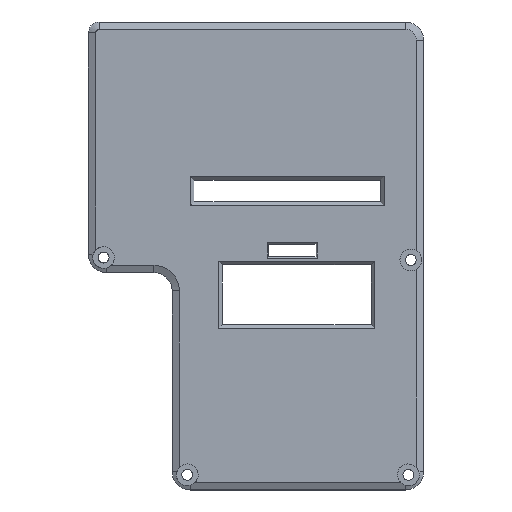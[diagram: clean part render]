
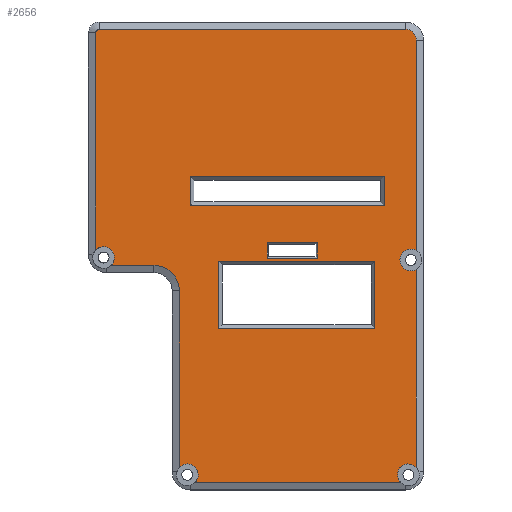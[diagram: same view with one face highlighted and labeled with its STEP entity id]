
A CAD part, top view. The second image highlights one B-rep face of the part: STEP entity #2656.
In plain terms, the highlighted planar face has unit normal (0, 0, 1).
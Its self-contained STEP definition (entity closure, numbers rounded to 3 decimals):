
#34=FACE_BOUND('',#374,.T.);
#35=FACE_BOUND('',#375,.T.);
#36=FACE_BOUND('',#376,.T.);
#81=PLANE('',#2884);
#222=FACE_OUTER_BOUND('',#373,.T.);
#373=EDGE_LOOP('',(#2227,#2228,#2229,#2230,#2231,#2232,#2233,#2234,#2235,
#2236,#2237,#2238,#2239,#2240,#2241,#2242));
#374=EDGE_LOOP('',(#2243,#2244,#2245,#2246));
#375=EDGE_LOOP('',(#2247,#2248,#2249,#2250));
#376=EDGE_LOOP('',(#2251,#2252,#2253,#2254));
#478=LINE('',#3988,#778);
#492=LINE('',#4019,#792);
#493=LINE('',#4020,#793);
#602=LINE('',#4299,#902);
#606=LINE('',#4310,#906);
#608=LINE('',#4313,#908);
#612=LINE('',#4325,#912);
#622=LINE('',#4347,#922);
#623=LINE('',#4349,#923);
#624=LINE('',#4351,#924);
#625=LINE('',#4352,#925);
#626=LINE('',#4355,#926);
#627=LINE('',#4357,#927);
#628=LINE('',#4359,#928);
#629=LINE('',#4360,#929);
#630=LINE('',#4363,#930);
#631=LINE('',#4365,#931);
#632=LINE('',#4367,#932);
#633=LINE('',#4368,#933);
#778=VECTOR('',#3092,10.);
#792=VECTOR('',#3122,10.);
#793=VECTOR('',#3123,10.);
#902=VECTOR('',#3380,10.);
#906=VECTOR('',#3392,10.);
#908=VECTOR('',#3396,10.);
#912=VECTOR('',#3408,10.);
#922=VECTOR('',#3438,10.);
#923=VECTOR('',#3439,10.);
#924=VECTOR('',#3440,10.);
#925=VECTOR('',#3441,10.);
#926=VECTOR('',#3442,10.);
#927=VECTOR('',#3443,10.);
#928=VECTOR('',#3444,10.);
#929=VECTOR('',#3445,10.);
#930=VECTOR('',#3446,10.);
#931=VECTOR('',#3447,10.);
#932=VECTOR('',#3448,10.);
#933=VECTOR('',#3449,10.);
#1055=CIRCLE('',#2729,3.);
#1058=CIRCLE('',#2732,3.);
#1064=CIRCLE('',#2743,3.);
#1071=CIRCLE('',#2755,3.);
#1081=CIRCLE('',#2771,3.);
#1082=CIRCLE('',#2772,3.);
#1122=CIRCLE('',#2867,7.);
#1124=CIRCLE('',#2872,3.);
#1126=CIRCLE('',#2876,1.);
#1137=VERTEX_POINT('',#3709);
#1139=VERTEX_POINT('',#3712);
#1142=VERTEX_POINT('',#3719);
#1152=VERTEX_POINT('',#3783);
#1154=VERTEX_POINT('',#3786);
#1167=VERTEX_POINT('',#3860);
#1169=VERTEX_POINT('',#3863);
#1185=VERTEX_POINT('',#3944);
#1186=VERTEX_POINT('',#3945);
#1187=VERTEX_POINT('',#3947);
#1203=VERTEX_POINT('',#3986);
#1212=VERTEX_POINT('',#4017);
#1308=VERTEX_POINT('',#4298);
#1311=VERTEX_POINT('',#4305);
#1313=VERTEX_POINT('',#4317);
#1315=VERTEX_POINT('',#4323);
#1316=VERTEX_POINT('',#4345);
#1317=VERTEX_POINT('',#4346);
#1318=VERTEX_POINT('',#4348);
#1319=VERTEX_POINT('',#4350);
#1320=VERTEX_POINT('',#4353);
#1321=VERTEX_POINT('',#4354);
#1322=VERTEX_POINT('',#4356);
#1323=VERTEX_POINT('',#4358);
#1324=VERTEX_POINT('',#4361);
#1325=VERTEX_POINT('',#4362);
#1326=VERTEX_POINT('',#4364);
#1327=VERTEX_POINT('',#4366);
#1384=EDGE_CURVE('',#1139,#1137,#1055,.T.);
#1388=EDGE_CURVE('',#1142,#1139,#1058,.T.);
#1401=EDGE_CURVE('',#1154,#1152,#1064,.T.);
#1418=EDGE_CURVE('',#1169,#1167,#1071,.T.);
#1438=EDGE_CURVE('',#1187,#1185,#1081,.T.);
#1440=EDGE_CURVE('',#1186,#1187,#1082,.T.);
#1459=EDGE_CURVE('',#1203,#1152,#478,.T.);
#1475=EDGE_CURVE('',#1212,#1185,#492,.T.);
#1476=EDGE_CURVE('',#1186,#1137,#493,.T.);
#1616=EDGE_CURVE('',#1154,#1308,#602,.T.);
#1620=EDGE_CURVE('',#1311,#1203,#1122,.T.);
#1622=EDGE_CURVE('',#1169,#1311,#606,.T.);
#1624=EDGE_CURVE('',#1142,#1167,#608,.T.);
#1627=EDGE_CURVE('',#1313,#1212,#1124,.T.);
#1630=EDGE_CURVE('',#1315,#1313,#612,.T.);
#1632=EDGE_CURVE('',#1308,#1315,#1126,.T.);
#1642=EDGE_CURVE('',#1316,#1317,#622,.T.);
#1643=EDGE_CURVE('',#1318,#1316,#623,.T.);
#1644=EDGE_CURVE('',#1319,#1318,#624,.T.);
#1645=EDGE_CURVE('',#1317,#1319,#625,.T.);
#1646=EDGE_CURVE('',#1320,#1321,#626,.T.);
#1647=EDGE_CURVE('',#1322,#1320,#627,.T.);
#1648=EDGE_CURVE('',#1323,#1322,#628,.T.);
#1649=EDGE_CURVE('',#1321,#1323,#629,.T.);
#1650=EDGE_CURVE('',#1324,#1325,#630,.T.);
#1651=EDGE_CURVE('',#1326,#1324,#631,.T.);
#1652=EDGE_CURVE('',#1327,#1326,#632,.T.);
#1653=EDGE_CURVE('',#1325,#1327,#633,.T.);
#2227=ORIENTED_EDGE('',*,*,#1388,.T.);
#2228=ORIENTED_EDGE('',*,*,#1384,.T.);
#2229=ORIENTED_EDGE('',*,*,#1476,.F.);
#2230=ORIENTED_EDGE('',*,*,#1440,.T.);
#2231=ORIENTED_EDGE('',*,*,#1438,.T.);
#2232=ORIENTED_EDGE('',*,*,#1475,.F.);
#2233=ORIENTED_EDGE('',*,*,#1627,.F.);
#2234=ORIENTED_EDGE('',*,*,#1630,.F.);
#2235=ORIENTED_EDGE('',*,*,#1632,.F.);
#2236=ORIENTED_EDGE('',*,*,#1616,.F.);
#2237=ORIENTED_EDGE('',*,*,#1401,.T.);
#2238=ORIENTED_EDGE('',*,*,#1459,.F.);
#2239=ORIENTED_EDGE('',*,*,#1620,.F.);
#2240=ORIENTED_EDGE('',*,*,#1622,.F.);
#2241=ORIENTED_EDGE('',*,*,#1418,.T.);
#2242=ORIENTED_EDGE('',*,*,#1624,.F.);
#2243=ORIENTED_EDGE('',*,*,#1642,.F.);
#2244=ORIENTED_EDGE('',*,*,#1643,.F.);
#2245=ORIENTED_EDGE('',*,*,#1644,.F.);
#2246=ORIENTED_EDGE('',*,*,#1645,.F.);
#2247=ORIENTED_EDGE('',*,*,#1646,.F.);
#2248=ORIENTED_EDGE('',*,*,#1647,.F.);
#2249=ORIENTED_EDGE('',*,*,#1648,.F.);
#2250=ORIENTED_EDGE('',*,*,#1649,.F.);
#2251=ORIENTED_EDGE('',*,*,#1650,.F.);
#2252=ORIENTED_EDGE('',*,*,#1651,.F.);
#2253=ORIENTED_EDGE('',*,*,#1652,.F.);
#2254=ORIENTED_EDGE('',*,*,#1653,.F.);
#2656=ADVANCED_FACE('',(#222,#34,#35,#36),#81,.T.);
#2729=AXIS2_PLACEMENT_3D('',#3713,#2959,#2960);
#2732=AXIS2_PLACEMENT_3D('',#3720,#2966,#2967);
#2743=AXIS2_PLACEMENT_3D('',#3787,#2991,#2992);
#2755=AXIS2_PLACEMENT_3D('',#3864,#3019,#3020);
#2771=AXIS2_PLACEMENT_3D('',#3948,#3055,#3056);
#2772=AXIS2_PLACEMENT_3D('',#3950,#3058,#3059);
#2867=AXIS2_PLACEMENT_3D('',#4307,#3386,#3387);
#2872=AXIS2_PLACEMENT_3D('',#4319,#3401,#3402);
#2876=AXIS2_PLACEMENT_3D('',#4328,#3412,#3413);
#2884=AXIS2_PLACEMENT_3D('',#4344,#3436,#3437);
#2959=DIRECTION('center_axis',(0.,0.,-1.));
#2960=DIRECTION('ref_axis',(1.,0.,0.));
#2966=DIRECTION('center_axis',(0.,0.,-1.));
#2967=DIRECTION('ref_axis',(1.,0.,0.));
#2991=DIRECTION('center_axis',(0.,0.,-1.));
#2992=DIRECTION('ref_axis',(1.,0.,0.));
#3019=DIRECTION('center_axis',(0.,0.,-1.));
#3020=DIRECTION('ref_axis',(1.,0.,0.));
#3055=DIRECTION('center_axis',(0.,0.,-1.));
#3056=DIRECTION('ref_axis',(1.,0.,0.));
#3058=DIRECTION('center_axis',(0.,0.,-1.));
#3059=DIRECTION('ref_axis',(1.,0.,0.));
#3092=DIRECTION('',(-1.,0.,0.));
#3122=DIRECTION('',(0.,-1.,0.));
#3123=DIRECTION('',(0.,-1.,0.));
#3380=DIRECTION('',(0.,1.,0.));
#3386=DIRECTION('center_axis',(0.,0.,1.));
#3387=DIRECTION('ref_axis',(1.,0.,0.));
#3392=DIRECTION('',(0.,1.,0.));
#3396=DIRECTION('',(-1.,0.,0.));
#3401=DIRECTION('center_axis',(0.,0.,-1.));
#3402=DIRECTION('ref_axis',(1.,0.,0.));
#3408=DIRECTION('',(1.,0.,0.));
#3412=DIRECTION('center_axis',(0.,0.,-1.));
#3413=DIRECTION('ref_axis',(0.,1.,0.));
#3436=DIRECTION('center_axis',(0.,0.,1.));
#3437=DIRECTION('ref_axis',(1.,0.,0.));
#3438=DIRECTION('',(-1.,0.,0.));
#3439=DIRECTION('',(0.,1.,0.));
#3440=DIRECTION('',(1.,0.,0.));
#3441=DIRECTION('',(0.,-1.,0.));
#3442=DIRECTION('',(1.,0.,0.));
#3443=DIRECTION('',(0.,-1.,0.));
#3444=DIRECTION('',(-1.,0.,0.));
#3445=DIRECTION('',(0.,1.,0.));
#3446=DIRECTION('',(1.,0.,0.));
#3447=DIRECTION('',(0.,-1.,0.));
#3448=DIRECTION('',(-1.,0.,0.));
#3449=DIRECTION('',(0.,1.,0.));
#3709=CARTESIAN_POINT('',(45.5,-63.559,20.975));
#3712=CARTESIAN_POINT('',(40.328,-65.628,20.975));
#3713=CARTESIAN_POINT('Origin',(43.328,-65.628,20.975));
#3719=CARTESIAN_POINT('',(41.259,-67.8,20.975));
#3720=CARTESIAN_POINT('Origin',(43.328,-65.628,20.975));
#3783=CARTESIAN_POINT('',(-38.487,-8.,20.975));
#3786=CARTESIAN_POINT('',(-42.729,-3.759,20.975));
#3787=CARTESIAN_POINT('Origin',(-40.557,-5.828,20.975));
#3860=CARTESIAN_POINT('',(-15.459,-67.8,20.975));
#3863=CARTESIAN_POINT('',(-19.7,-63.559,20.975));
#3864=CARTESIAN_POINT('Origin',(-17.528,-65.628,20.975));
#3944=CARTESIAN_POINT('',(45.5,-3.902,20.975));
#3945=CARTESIAN_POINT('',(45.5,-9.098,20.975));
#3947=CARTESIAN_POINT('',(41.,-6.5,20.975));
#3948=CARTESIAN_POINT('Origin',(44.,-6.5,20.975));
#3950=CARTESIAN_POINT('Origin',(44.,-6.5,20.975));
#3986=CARTESIAN_POINT('',(-26.7,-8.,20.975));
#3988=CARTESIAN_POINT('',(-19.172,-8.,20.975));
#4017=CARTESIAN_POINT('',(45.5,54.,20.975));
#4019=CARTESIAN_POINT('',(45.5,-35.1,20.975));
#4020=CARTESIAN_POINT('',(45.5,-35.1,20.975));
#4298=CARTESIAN_POINT('',(-42.729,56.,20.975));
#4299=CARTESIAN_POINT('',(-42.729,25.3,20.975));
#4305=CARTESIAN_POINT('',(-19.7,-15.,20.975));
#4307=CARTESIAN_POINT('Origin',(-26.7,-15.,20.975));
#4310=CARTESIAN_POINT('',(-19.7,-10.2,20.975));
#4313=CARTESIAN_POINT('',(-7.657,-67.8,20.975));
#4317=CARTESIAN_POINT('',(42.5,57.,20.975));
#4319=CARTESIAN_POINT('Origin',(42.5,54.,20.975));
#4323=CARTESIAN_POINT('',(-41.729,57.,20.975));
#4325=CARTESIAN_POINT('',(21.943,57.,20.975));
#4328=CARTESIAN_POINT('Origin',(-41.729,56.,20.975));
#4344=CARTESIAN_POINT('Origin',(1.386,-5.4,20.975));
#4345=CARTESIAN_POINT('',(18.3,-1.7,20.975));
#4346=CARTESIAN_POINT('',(4.5,-1.7,20.975));
#4347=CARTESIAN_POINT('',(3.143,-1.7,20.975));
#4348=CARTESIAN_POINT('',(18.3,-6.,20.975));
#4349=CARTESIAN_POINT('',(18.3,-3.75,20.975));
#4350=CARTESIAN_POINT('',(4.5,-6.,20.975));
#4351=CARTESIAN_POINT('',(9.643,-6.,20.975));
#4352=CARTESIAN_POINT('',(4.5,-5.5,20.975));
#4353=CARTESIAN_POINT('',(-16.7,8.5,20.975));
#4354=CARTESIAN_POINT('',(36.7,8.5,20.975));
#4355=CARTESIAN_POINT('',(18.543,8.5,20.975));
#4356=CARTESIAN_POINT('',(-16.7,16.5,20.975));
#4357=CARTESIAN_POINT('',(-16.7,2.05,20.975));
#4358=CARTESIAN_POINT('',(36.7,16.5,20.975));
#4359=CARTESIAN_POINT('',(-7.157,16.5,20.975));
#4360=CARTESIAN_POINT('',(36.7,5.05,20.975));
#4361=CARTESIAN_POINT('',(-8.894,-25.3,20.975));
#4362=CARTESIAN_POINT('',(34.1,-25.3,20.975));
#4363=CARTESIAN_POINT('',(17.243,-25.3,20.975));
#4364=CARTESIAN_POINT('',(-8.894,-6.8,20.975));
#4365=CARTESIAN_POINT('',(-8.894,-14.85,20.975));
#4366=CARTESIAN_POINT('',(34.1,-6.8,20.975));
#4367=CARTESIAN_POINT('',(-3.254,-6.8,20.975));
#4368=CARTESIAN_POINT('',(34.1,-6.6,20.975));
